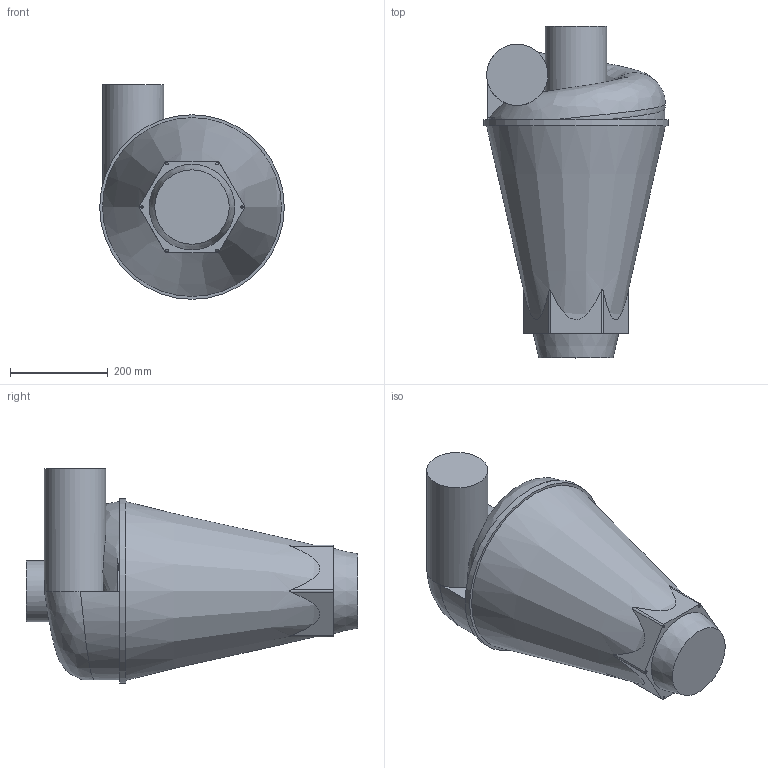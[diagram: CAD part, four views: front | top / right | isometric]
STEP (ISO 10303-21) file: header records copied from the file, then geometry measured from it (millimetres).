
FILE_DESCRIPTION(/* description */ (''),/* implementation_level */ '2;1');
FILE_NAME(/* name */ 'XL3D.step',/* time_stamp */ '2021-01-07T17:02:25+01:00',/* author */ (''),/* organization */ (''),/* preprocessor_version */ 'ST-DEVELOPER v18.1',/* originating_system */ 'Autodesk Translation Framework v9.7.1.1290',/* authorisation */ '');
FILE_SCHEMA (('AUTOMOTIVE_DESIGN { 1 0 10303 214 3 1 1 }'));
Length unit declared in the file: millimetre
Products named in the file (2): (Non enregistré); XL-VersionSimplifiée
Assembly tree (1 placements, depth 2):
  (Non enregistré)
    XL-VersionSimplifiée
Bounding box: 377 x 678 x 438.5 mm (x, y, z)
Volume: 40871531.9 mm3; surface area: 794500.3 mm2
Topology: 1 solids, 1 shells, 44 faces, 103 edges, 70 vertices
Faces by surface type: cylinder 17, plane 16, cone 8, bspline 3
Full cylindrical faces by diameter (mm): 5 x6, 125 x2, 377 x1
Entity records: 2256 total; most frequent: CARTESIAN_POINT 1242, ORIENTED_EDGE 206, DIRECTION 185, EDGE_CURVE 103, AXIS2_PLACEMENT_3D 75, VERTEX_POINT 70, EDGE_LOOP 53, FACE_OUTER_BOUND 44
